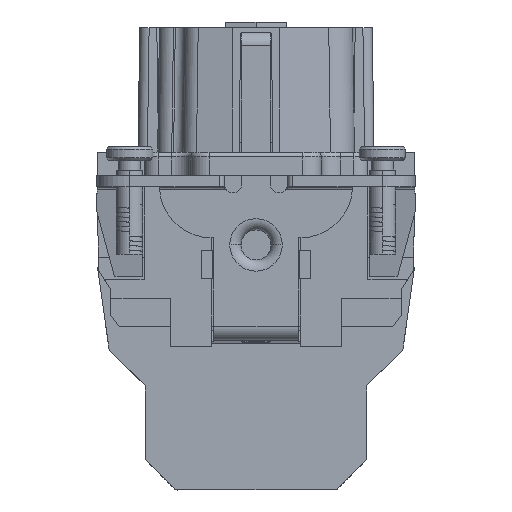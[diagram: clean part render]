
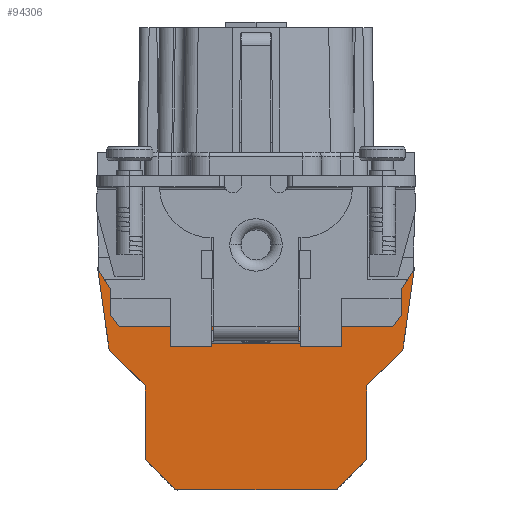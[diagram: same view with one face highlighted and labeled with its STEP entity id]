
A CAD part, left-side view. The second image highlights one B-rep face of the part: STEP entity #94306.
In plain terms, the highlighted planar face has unit normal (-1, 0, 0).
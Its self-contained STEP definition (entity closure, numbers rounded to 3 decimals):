
#9507=DIRECTION('',(0.,0.033,0.999));
#9508=VECTOR('',#9507,1.277);
#9509=CARTESIAN_POINT('',(-63.95,-16.877,
0.883));
#9510=LINE('',#9509,#9508);
#9511=DIRECTION('',(0.,-0.14,0.99));
#9512=VECTOR('',#9511,8.588);
#9513=CARTESIAN_POINT('',(-63.95,-15.671,
-7.62));
#9514=LINE('',#9513,#9512);
#9515=DIRECTION('',(0.,-0.708,0.706));
#9516=VECTOR('',#9515,5.431);
#9517=CARTESIAN_POINT('',(-63.95,-11.826,-11.455));
#9518=LINE('',#9517,#9516);
#9519=DIRECTION('',(0.,0.,1.));
#9520=VECTOR('',#9519,7.845);
#9521=CARTESIAN_POINT('',(-63.95,-11.826,-19.3));
#9522=LINE('',#9521,#9520);
#9523=DIRECTION('',(0.,-0.706,0.709));
#9524=VECTOR('',#9523,4.393);
#9525=CARTESIAN_POINT('',(-63.95,-8.726,
-22.413));
#9526=LINE('',#9525,#9524);
#9527=CARTESIAN_POINT('',(-63.95,-8.372,-22.06));
#9528=DIRECTION('',(-1.,0.,0.));
#9529=DIRECTION('',(0.,0.,-1.));
#9530=AXIS2_PLACEMENT_3D('',#9527,#9528,#9529);
#9532=DIRECTION('',(0.,-1.,0.));
#9533=VECTOR('',#9532,16.744);
#9534=CARTESIAN_POINT('',(-63.95,8.372,
-22.561));
#9535=LINE('',#9534,#9533);
#9536=CARTESIAN_POINT('',(-63.95,8.372,-22.061));
#9537=DIRECTION('',(-1.,0.,0.));
#9538=DIRECTION('',(0.,0.709,-0.706));
#9539=AXIS2_PLACEMENT_3D('',#9536,#9537,#9538);
#9541=DIRECTION('',(0.,-0.706,-0.709));
#9542=VECTOR('',#9541,4.394);
#9543=CARTESIAN_POINT('',(-63.95,11.827,-19.3));
#9544=LINE('',#9543,#9542);
#9545=DIRECTION('',(0.,0.,-1.));
#9546=VECTOR('',#9545,7.845);
#9547=CARTESIAN_POINT('',(-63.95,11.827,-11.455));
#9548=LINE('',#9547,#9546);
#9549=DIRECTION('',(0.,-0.708,-0.706));
#9550=VECTOR('',#9549,5.431);
#9551=CARTESIAN_POINT('',(-63.95,15.672,
-7.62));
#9552=LINE('',#9551,#9550);
#9553=DIRECTION('',(0.,-0.14,-0.99));
#9554=VECTOR('',#9553,8.588);
#9555=CARTESIAN_POINT('',(-63.95,16.878,
0.883));
#9556=LINE('',#9555,#9554);
#9557=DIRECTION('',(0.,0.033,-0.999));
#9558=VECTOR('',#9557,1.3);
#9559=CARTESIAN_POINT('',(-63.95,16.835,2.183));
#9560=LINE('',#9559,#9558);
#9561=DIRECTION('',(0.,1.,0.));
#9562=VECTOR('',#9561,2.);
#9563=CARTESIAN_POINT('',(-63.95,-14.6,-5.1));
#9564=LINE('',#9563,#9562);
#9565=DIRECTION('',(0.,1.,0.));
#9566=VECTOR('',#9565,25.);
#9567=CARTESIAN_POINT('',(-63.95,-10.4,-5.1));
#9568=LINE('',#9567,#9566);
#9601=DIRECTION('',(0.,0.,1.));
#9602=VECTOR('',#9601,9.9);
#9603=CARTESIAN_POINT('',(-63.95,-12.6,-5.1));
#9604=LINE('',#9603,#9602);
#9609=CARTESIAN_POINT('',(-63.95,-11.5,4.8));
#9610=DIRECTION('',(-1.,0.,0.));
#9611=DIRECTION('',(0.,-1.,0.));
#9612=AXIS2_PLACEMENT_3D('',#9609,#9610,#9611);
#9622=DIRECTION('',(0.,0.,-1.));
#9623=VECTOR('',#9622,9.9);
#9624=CARTESIAN_POINT('',(-63.95,-10.4,
4.8));
#9625=LINE('',#9624,#9623);
#9652=DIRECTION('',(0.,-0.6,-0.8));
#9653=VECTOR('',#9652,1.5);
#9654=CARTESIAN_POINT('',(-63.95,15.5,-3.9));
#9655=LINE('',#9654,#9653);
#9660=DIRECTION('',(0.,0.,-1.));
#9661=VECTOR('',#9660,2.7);
#9662=CARTESIAN_POINT('',(-63.95,15.5,-1.2));
#9663=LINE('',#9662,#9661);
#9676=DIRECTION('',(0.,-0.53,-0.848));
#9677=VECTOR('',#9676,2.486);
#9678=CARTESIAN_POINT('',(-63.95,16.817,
0.908));
#9679=LINE('',#9678,#9677);
#9688=DIRECTION('',(0.,-0.014,-1.));
#9689=VECTOR('',#9688,1.275);
#9690=CARTESIAN_POINT('',(-63.95,16.835,2.183));
#9691=LINE('',#9690,#9689);
#9740=DIRECTION('',(0.,-0.014,1.));
#9741=VECTOR('',#9740,1.252);
#9742=CARTESIAN_POINT('',(-63.95,-16.817,
0.908));
#9743=LINE('',#9742,#9741);
#9752=DIRECTION('',(0.,0.53,-0.848));
#9753=VECTOR('',#9752,2.486);
#9754=CARTESIAN_POINT('',(-63.95,-16.817,
0.908));
#9755=LINE('',#9754,#9753);
#9764=DIRECTION('',(0.,0.,-1.));
#9765=VECTOR('',#9764,2.7);
#9766=CARTESIAN_POINT('',(-63.95,-15.5,-1.2));
#9767=LINE('',#9766,#9765);
#9780=DIRECTION('',(0.,0.6,-0.8));
#9781=VECTOR('',#9780,1.5);
#9782=CARTESIAN_POINT('',(-63.95,-15.5,-3.9));
#9783=LINE('',#9782,#9781);
#69630=CARTESIAN_POINT('',(-63.95,8.372,
-22.561));
#69631=CARTESIAN_POINT('',(-63.95,-8.372,
-22.56));
#69632=VERTEX_POINT('',#69630);
#69633=VERTEX_POINT('',#69631);
#69634=CARTESIAN_POINT('',(-63.95,-8.726,
-22.413));
#69635=VERTEX_POINT('',#69634);
#69636=CARTESIAN_POINT('',(-63.95,-11.826,-19.3));
#69637=VERTEX_POINT('',#69636);
#69638=CARTESIAN_POINT('',(-63.95,-11.826,-11.455));
#69639=VERTEX_POINT('',#69638);
#69640=CARTESIAN_POINT('',(-63.95,-15.671,
-7.62));
#69641=VERTEX_POINT('',#69640);
#69642=CARTESIAN_POINT('',(-63.95,-16.877,
0.883));
#69643=VERTEX_POINT('',#69642);
#69644=CARTESIAN_POINT('',(-63.95,16.878,
0.883));
#69645=CARTESIAN_POINT('',(-63.95,15.672,
-7.62));
#69646=VERTEX_POINT('',#69644);
#69647=VERTEX_POINT('',#69645);
#69648=CARTESIAN_POINT('',(-63.95,11.827,-11.455));
#69649=VERTEX_POINT('',#69648);
#69650=CARTESIAN_POINT('',(-63.95,11.827,-19.3));
#69651=VERTEX_POINT('',#69650);
#69652=CARTESIAN_POINT('',(-63.95,8.726,
-22.414));
#69653=VERTEX_POINT('',#69652);
#69754=CARTESIAN_POINT('',(-63.95,-14.6,-5.1));
#69755=CARTESIAN_POINT('',(-63.95,-12.6,-5.1));
#69756=VERTEX_POINT('',#69754);
#69757=VERTEX_POINT('',#69755);
#69758=CARTESIAN_POINT('',(-63.95,-10.4,-5.1));
#69759=CARTESIAN_POINT('',(-63.95,14.6,-5.1));
#69760=VERTEX_POINT('',#69758);
#69761=VERTEX_POINT('',#69759);
#69762=CARTESIAN_POINT('',(-63.95,-16.835,
2.16));
#69764=VERTEX_POINT('',#69762);
#69772=CARTESIAN_POINT('',(-63.95,16.835,
2.183));
#69773=VERTEX_POINT('',#69772);
#69802=CARTESIAN_POINT('',(-63.95,-15.5,-3.9));
#69803=VERTEX_POINT('',#69802);
#69804=CARTESIAN_POINT('',(-63.95,-15.5,-1.2));
#69805=VERTEX_POINT('',#69804);
#69806=CARTESIAN_POINT('',(-63.95,-16.817,
0.908));
#69807=VERTEX_POINT('',#69806);
#69808=CARTESIAN_POINT('',(-63.95,15.5,-1.2));
#69809=CARTESIAN_POINT('',(-63.95,15.5,-3.9));
#69810=VERTEX_POINT('',#69808);
#69811=VERTEX_POINT('',#69809);
#69812=CARTESIAN_POINT('',(-63.95,16.817,
0.908));
#69813=VERTEX_POINT('',#69812);
#69814=CARTESIAN_POINT('',(-63.95,-12.6,4.8));
#69815=VERTEX_POINT('',#69814);
#69816=CARTESIAN_POINT('',(-63.95,-10.4,
4.8));
#69817=VERTEX_POINT('',#69816);
#94254=CARTESIAN_POINT('',(-63.95,-17.,13.6));
#94255=DIRECTION('',(1.,0.,0.));
#94256=DIRECTION('',(0.,0.,-1.));
#94257=AXIS2_PLACEMENT_3D('',#94254,#94255,#94256);
#94258=PLANE('',#94257);
#94260=ORIENTED_EDGE('',*,*,#94259,.F.);
#94262=ORIENTED_EDGE('',*,*,#94261,.F.);
#94264=ORIENTED_EDGE('',*,*,#94263,.F.);
#94266=ORIENTED_EDGE('',*,*,#94265,.F.);
#94268=ORIENTED_EDGE('',*,*,#94267,.T.);
#94269=ORIENTED_EDGE('',*,*,#91696,.F.);
#94270=ORIENTED_EDGE('',*,*,#91784,.F.);
#94271=ORIENTED_EDGE('',*,*,#91932,.F.);
#94272=ORIENTED_EDGE('',*,*,#92558,.F.);
#94273=ORIENTED_EDGE('',*,*,#93697,.F.);
#94274=ORIENTED_EDGE('',*,*,#94248,.F.);
#94275=ORIENTED_EDGE('',*,*,#87488,.F.);
#94277=ORIENTED_EDGE('',*,*,#94276,.F.);
#94279=ORIENTED_EDGE('',*,*,#94278,.F.);
#94281=ORIENTED_EDGE('',*,*,#94280,.F.);
#94283=ORIENTED_EDGE('',*,*,#94282,.F.);
#94285=ORIENTED_EDGE('',*,*,#94284,.F.);
#94287=ORIENTED_EDGE('',*,*,#94286,.F.);
#94289=ORIENTED_EDGE('',*,*,#94288,.T.);
#94291=ORIENTED_EDGE('',*,*,#94290,.T.);
#94293=ORIENTED_EDGE('',*,*,#94292,.T.);
#94295=ORIENTED_EDGE('',*,*,#94294,.T.);
#94297=ORIENTED_EDGE('',*,*,#94296,.F.);
#94299=ORIENTED_EDGE('',*,*,#94298,.F.);
#94301=ORIENTED_EDGE('',*,*,#94300,.F.);
#94303=ORIENTED_EDGE('',*,*,#94302,.F.);
#94304=EDGE_LOOP('',(#94260,#94262,#94264,#94266,#94268,#94269,#94270,#94271,
#94272,#94273,#94274,#94275,#94277,#94279,#94281,#94283,#94285,#94287,#94289,
#94291,#94293,#94295,#94297,#94299,#94301,#94303));
#94305=FACE_OUTER_BOUND('',#94304,.F.);
#94306=ADVANCED_FACE('',(#94305),#94258,.F.);
#9531=CIRCLE('',#9530,0.5);
#9540=CIRCLE('',#9539,0.5);
#9613=CIRCLE('',#9612,1.1);
#87488=EDGE_CURVE('',#69632,#69633,#9535,.T.);
#91696=EDGE_CURVE('',#69643,#69764,#9510,.T.);
#91784=EDGE_CURVE('',#69641,#69643,#9514,.T.);
#91932=EDGE_CURVE('',#69639,#69641,#9518,.T.);
#92558=EDGE_CURVE('',#69637,#69639,#9522,.T.);
#93697=EDGE_CURVE('',#69635,#69637,#9526,.T.);
#94248=EDGE_CURVE('',#69633,#69635,#9531,.T.);
#94259=EDGE_CURVE('',#69756,#69757,#9564,.T.);
#94261=EDGE_CURVE('',#69803,#69756,#9783,.T.);
#94263=EDGE_CURVE('',#69805,#69803,#9767,.T.);
#94265=EDGE_CURVE('',#69807,#69805,#9755,.T.);
#94267=EDGE_CURVE('',#69807,#69764,#9743,.T.);
#94276=EDGE_CURVE('',#69653,#69632,#9540,.T.);
#94278=EDGE_CURVE('',#69651,#69653,#9544,.T.);
#94280=EDGE_CURVE('',#69649,#69651,#9548,.T.);
#94282=EDGE_CURVE('',#69647,#69649,#9552,.T.);
#94284=EDGE_CURVE('',#69646,#69647,#9556,.T.);
#94286=EDGE_CURVE('',#69773,#69646,#9560,.T.);
#94288=EDGE_CURVE('',#69773,#69813,#9691,.T.);
#94290=EDGE_CURVE('',#69813,#69810,#9679,.T.);
#94292=EDGE_CURVE('',#69810,#69811,#9663,.T.);
#94294=EDGE_CURVE('',#69811,#69761,#9655,.T.);
#94296=EDGE_CURVE('',#69760,#69761,#9568,.T.);
#94298=EDGE_CURVE('',#69817,#69760,#9625,.T.);
#94300=EDGE_CURVE('',#69815,#69817,#9613,.T.);
#94302=EDGE_CURVE('',#69757,#69815,#9604,.T.);
